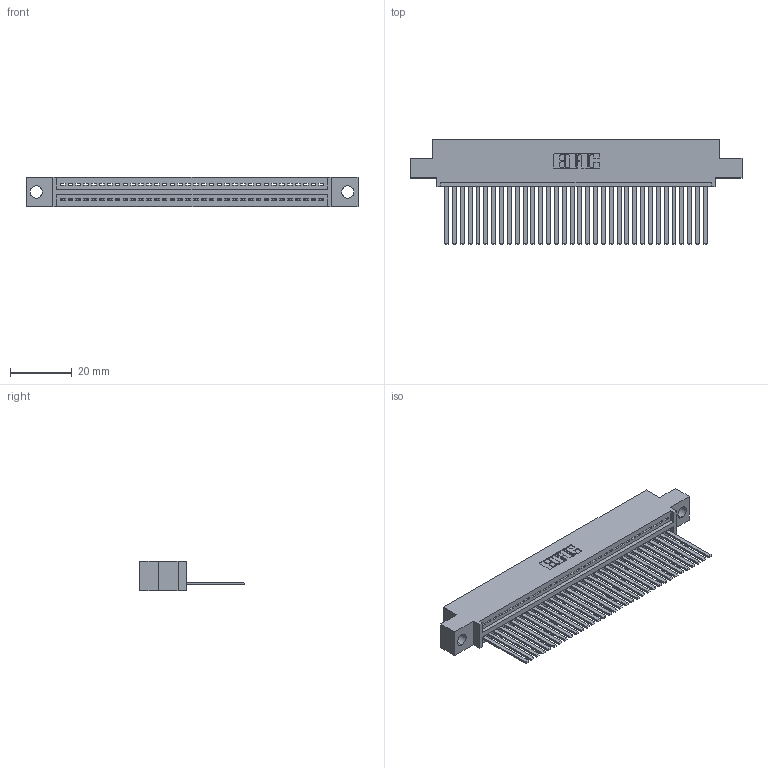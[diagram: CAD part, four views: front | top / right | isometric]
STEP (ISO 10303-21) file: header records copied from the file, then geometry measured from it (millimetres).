
FILE_DESCRIPTION (( 'STEP AP203' ), '1' );
FILE_NAME ('345-034-544-404.STEP', '2018-08-29T03:18:13', ( '' ), ( '' ), 'SwSTEP 2.0', 'SolidWorks 2016', '' );
FILE_SCHEMA (( 'CONFIG_CONTROL_DESIGN' ));
Length unit declared in the file: inch
Products named in the file (3): 345 Part_0.110 Offset - 0.156 Dia-TH; 345-292-001_345-293-144; 345-034-544-404
Assembly tree (35 placements, depth 2):
  345-034-544-404
    345 Part_0.110 Offset - 0.156 Dia-TH
    345-292-001_345-293-144  x34
Bounding box: 107.57 x 33.96 x 9.4 mm (x, y, z)
Volume: 10384 mm3; surface area: 14763.5 mm2
Topology: 35 solids, 35 shells, 1898 faces, 5725 edges, 3770 vertices
Faces by surface type: plane 1308, cylinder 590
Entity records: 26617 total; most frequent: CARTESIAN_POINT 4618, ORIENTED_EDGE 4586, DIRECTION 4041, EDGE_CURVE 2293, LINE 2029, VECTOR 2029, VERTEX_POINT 1526, AXIS2_PLACEMENT_3D 1006
